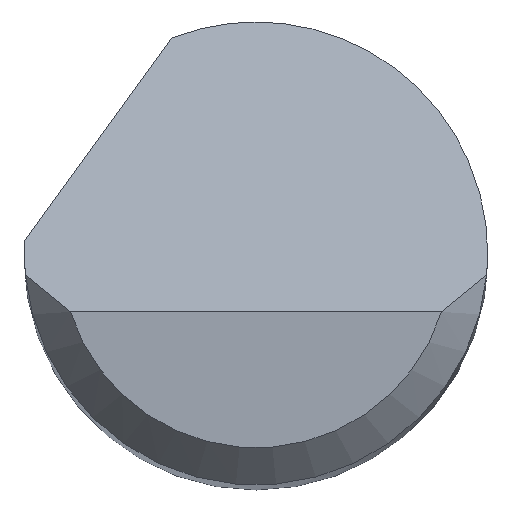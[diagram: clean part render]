
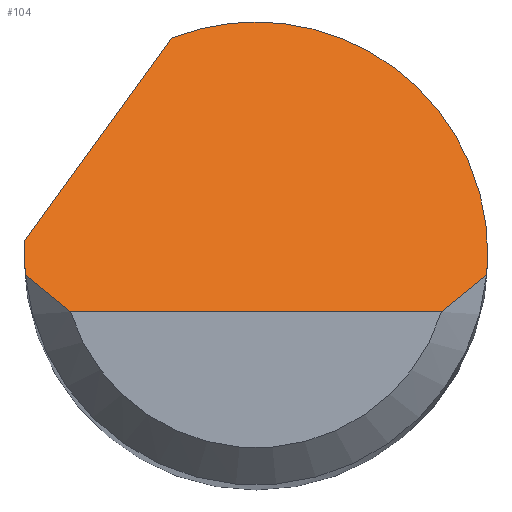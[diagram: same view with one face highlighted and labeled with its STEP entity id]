
A CAD part, top view. The second image highlights one B-rep face of the part: STEP entity #104.
In plain terms, the highlighted planar face has unit normal (0, 0.707, 0.707).
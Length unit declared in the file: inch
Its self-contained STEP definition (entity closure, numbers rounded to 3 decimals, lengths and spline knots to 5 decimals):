
#34 = CARTESIAN_POINT ( 'NONE',  ( 0.09375, -0.00292, 1.97917 ) ) ;
#37 = CARTESIAN_POINT ( 'NONE',  ( 0.09361, -0.00584, 1.98209 ) ) ;
#51 =( BOUNDED_CURVE ( )  B_SPLINE_CURVE ( 3, ( #323, #34, #37, #377 ),
 .UNSPECIFIED., .F., .T. ) 
 B_SPLINE_CURVE_WITH_KNOTS ( ( 4, 4 ),
 ( 1.5708, 1.66427 ),
 .UNSPECIFIED. ) 
 CURVE ( )  GEOMETRIC_REPRESENTATION_ITEM ( )  RATIONAL_B_SPLINE_CURVE ( ( 1., 0.999, 0.999, 1. ) ) 
 REPRESENTATION_ITEM ( '' )  );
#59 = CARTESIAN_POINT ( 'NONE',  ( -0.09375, 0., 1.97625 ) ) ;
#78 = EDGE_CURVE ( 'NONE', #508, #414, #51, .T. ) ;
#82 = VERTEX_POINT ( 'NONE', #199 ) ;
#91 = B_SPLINE_CURVE_WITH_KNOTS ( 'NONE', 3,
 ( #107, #648, #215, #161 ),
 .UNSPECIFIED., .F., .F.,
 ( 4, 4 ),
 ( 0., 0.00071 ),
 .UNSPECIFIED. ) ;
#103 = CARTESIAN_POINT ( 'NONE',  ( 0.08761, -0.01397, 1.99022 ) ) ;
#104 = ADVANCED_FACE ( 'NONE', ( #148 ), #258, .F. ) ;
#107 = CARTESIAN_POINT ( 'NONE',  ( -0.09334, -0.00875, 1.985 ) ) ;
#125 =( BOUNDED_CURVE ( )  B_SPLINE_CURVE ( 3, ( #737, #633, #569, #446 ),
 .UNSPECIFIED., .F., .T. ) 
 B_SPLINE_CURVE_WITH_KNOTS ( ( 4, 4 ),
 ( 4.71239, 4.76575 ),
 .UNSPECIFIED. ) 
 CURVE ( )  GEOMETRIC_REPRESENTATION_ITEM ( )  RATIONAL_B_SPLINE_CURVE ( ( 1., 1., 1., 1. ) ) 
 REPRESENTATION_ITEM ( '' )  );
#138 = VERTEX_POINT ( 'NONE', #512 ) ;
#140 = CARTESIAN_POINT ( 'NONE',  ( -0.09361, -0.00584, 1.98209 ) ) ;
#142 = EDGE_CURVE ( 'NONE', #579, #138, #629, .T. ) ;
#148 = FACE_OUTER_BOUND ( 'NONE', #251, .T. ) ;
#156 = EDGE_CURVE ( 'NONE', #351, #452, #125, .T. ) ;
#161 = CARTESIAN_POINT ( 'NONE',  ( -0.07508, -0.02375, 2. ) ) ;
#174 = CARTESIAN_POINT ( 'NONE',  ( -0.09362, 0.005, 1.97125 ) ) ;
#180 = CARTESIAN_POINT ( 'NONE',  ( -0.03394, 0.08739, 1.88886 ) ) ;
#193 = B_SPLINE_CURVE_WITH_KNOTS ( 'NONE', 3,
 ( #583, #462, #103, #393 ),
 .UNSPECIFIED., .F., .F.,
 ( 4, 4 ),
 ( 0., 0.00071 ),
 .UNSPECIFIED. ) ;
#199 = CARTESIAN_POINT ( 'NONE',  ( -0.03394, 0.08739, 1.88886 ) ) ;
#202 = CARTESIAN_POINT ( 'NONE',  ( -0.09375, 0., 1.97625 ) ) ;
#210 = DIRECTION ( 'NONE',  ( 0., -0.707, -0.707 ) ) ;
#212 = EDGE_CURVE ( 'NONE', #82, #508, #290, .T. ) ;
#215 = CARTESIAN_POINT ( 'NONE',  ( -0.08157, -0.019, 1.99525 ) ) ;
#223 = ORIENTED_EDGE ( 'NONE', *, *, #632, .T. ) ;
#251 = EDGE_LOOP ( 'NONE', ( #288, #478, #750, #504, #417, #598, #704, #223 ) ) ;
#258 = PLANE ( 'NONE',  #602 ) ;
#262 = CARTESIAN_POINT ( 'NONE',  ( 0.09334, -0.00875, 1.985 ) ) ;
#288 = ORIENTED_EDGE ( 'NONE', *, *, #142, .T. ) ;
#290 =( BOUNDED_CURVE ( )  B_SPLINE_CURVE ( 3, ( #180, #443, #367, #300 ),
 .UNSPECIFIED., .F., .T. ) 
 B_SPLINE_CURVE_WITH_KNOTS ( ( 4, 4 ),
 ( 5.91277, 7.85398 ),
 .UNSPECIFIED. ) 
 CURVE ( )  GEOMETRIC_REPRESENTATION_ITEM ( )  RATIONAL_B_SPLINE_CURVE ( ( 1., 0.71, 0.71, 1. ) ) 
 REPRESENTATION_ITEM ( '' )  );
#300 = CARTESIAN_POINT ( 'NONE',  ( 0.09375, 0., 1.97625 ) ) ;
#309 = CARTESIAN_POINT ( 'NONE',  ( 0.09375, 0., 1.97625 ) ) ;
#323 = CARTESIAN_POINT ( 'NONE',  ( 0.09375, 0., 1.97625 ) ) ;
#343 = DIRECTION ( 'NONE',  ( 0.456, 0.629, -0.629 ) ) ;
#351 = VERTEX_POINT ( 'NONE', #59 ) ;
#367 = CARTESIAN_POINT ( 'NONE',  ( 0.09375, 0.07266, 1.90359 ) ) ;
#377 = CARTESIAN_POINT ( 'NONE',  ( 0.09334, -0.00875, 1.985 ) ) ;
#393 = CARTESIAN_POINT ( 'NONE',  ( 0.09334, -0.00875, 1.985 ) ) ;
#414 = VERTEX_POINT ( 'NONE', #262 ) ;
#417 = ORIENTED_EDGE ( 'NONE', *, *, #584, .F. ) ;
#443 = CARTESIAN_POINT ( 'NONE',  ( 0.03379, 0.11369, 1.86256 ) ) ;
#444 = CARTESIAN_POINT ( 'NONE',  ( -0.09375, -0.00292, 1.97917 ) ) ;
#446 = CARTESIAN_POINT ( 'NONE',  ( -0.09362, 0.005, 1.97125 ) ) ;
#452 = VERTEX_POINT ( 'NONE', #174 ) ;
#458 = DIRECTION ( 'NONE',  ( 0., 0.707, -0.707 ) ) ;
#462 = CARTESIAN_POINT ( 'NONE',  ( 0.08157, -0.019, 1.99525 ) ) ;
#478 = ORIENTED_EDGE ( 'NONE', *, *, #551, .T. ) ;
#491 = EDGE_CURVE ( 'NONE', #766, #351, #694, .T. ) ;
#498 = CARTESIAN_POINT ( 'NONE',  ( -0.09375, -0.02375, 2. ) ) ;
#504 = ORIENTED_EDGE ( 'NONE', *, *, #212, .F. ) ;
#508 = VERTEX_POINT ( 'NONE', #309 ) ;
#512 = CARTESIAN_POINT ( 'NONE',  ( 0.07508, -0.02375, 2. ) ) ;
#520 = LINE ( 'NONE', #522, #758 ) ;
#522 = CARTESIAN_POINT ( 'NONE',  ( -0.11014, -0.01781, 1.99406 ) ) ;
#532 = CARTESIAN_POINT ( 'NONE',  ( -0.09334, -0.00875, 1.985 ) ) ;
#551 = EDGE_CURVE ( 'NONE', #138, #414, #193, .T. ) ;
#569 = CARTESIAN_POINT ( 'NONE',  ( -0.09371, 0.00333, 1.97292 ) ) ;
#577 = CARTESIAN_POINT ( 'NONE',  ( 0., -0.02375, 2. ) ) ;
#579 = VERTEX_POINT ( 'NONE', #645 ) ;
#583 = CARTESIAN_POINT ( 'NONE',  ( 0.07508, -0.02375, 2. ) ) ;
#584 = EDGE_CURVE ( 'NONE', #452, #82, #520, .T. ) ;
#598 = ORIENTED_EDGE ( 'NONE', *, *, #156, .F. ) ;
#602 = AXIS2_PLACEMENT_3D ( 'NONE', #498, #210, #458 ) ;
#629 = LINE ( 'NONE', #577, #699 ) ;
#632 = EDGE_CURVE ( 'NONE', #766, #579, #91, .T. ) ;
#633 = CARTESIAN_POINT ( 'NONE',  ( -0.09375, 0.00167, 1.97458 ) ) ;
#645 = CARTESIAN_POINT ( 'NONE',  ( -0.07508, -0.02375, 2. ) ) ;
#648 = CARTESIAN_POINT ( 'NONE',  ( -0.08761, -0.01397, 1.99022 ) ) ;
#684 = CARTESIAN_POINT ( 'NONE',  ( -0.09334, -0.00875, 1.985 ) ) ;
#694 =( BOUNDED_CURVE ( )  B_SPLINE_CURVE ( 3, ( #684, #140, #444, #202 ),
 .UNSPECIFIED., .F., .T. ) 
 B_SPLINE_CURVE_WITH_KNOTS ( ( 4, 4 ),
 ( 4.61892, 4.71239 ),
 .UNSPECIFIED. ) 
 CURVE ( )  GEOMETRIC_REPRESENTATION_ITEM ( )  RATIONAL_B_SPLINE_CURVE ( ( 1., 0.999, 0.999, 1. ) ) 
 REPRESENTATION_ITEM ( '' )  );
#695 = DIRECTION ( 'NONE',  ( 1., 0., 0. ) ) ;
#699 = VECTOR ( 'NONE', #695, 39.37008 ) ;
#704 = ORIENTED_EDGE ( 'NONE', *, *, #491, .F. ) ;
#737 = CARTESIAN_POINT ( 'NONE',  ( -0.09375, 0., 1.97625 ) ) ;
#750 = ORIENTED_EDGE ( 'NONE', *, *, #78, .F. ) ;
#758 = VECTOR ( 'NONE', #343, 39.37008 ) ;
#766 = VERTEX_POINT ( 'NONE', #532 ) ;
